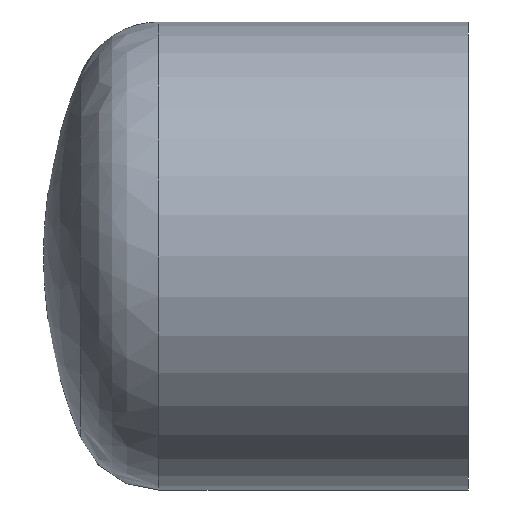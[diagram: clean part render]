
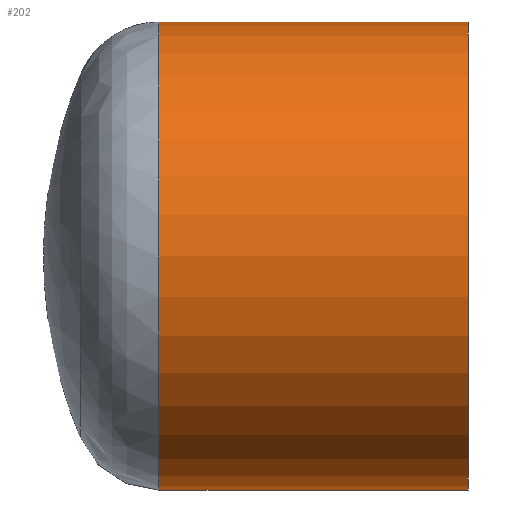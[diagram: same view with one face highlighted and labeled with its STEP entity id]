
A CAD part, front view. The second image highlights one B-rep face of the part: STEP entity #202.
In plain terms, the highlighted cylindrical face has radius 100 mm (diameter 200 mm), a full revolution.
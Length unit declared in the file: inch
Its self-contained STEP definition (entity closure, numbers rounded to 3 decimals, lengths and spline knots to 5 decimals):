
#3 = ORIENTED_EDGE ( 'NONE', *, *, #174, .T. ) ;
#25 = CARTESIAN_POINT ( 'NONE',  ( 0., 0., 0. ) ) ;
#27 = DIRECTION ( 'NONE',  ( 1., 0., 0. ) ) ;
#51 = ORIENTED_EDGE ( 'NONE', *, *, #89, .T. ) ;
#72 = EDGE_LOOP ( 'NONE', ( #51 ) ) ;
#86 = EDGE_LOOP ( 'NONE', ( #3 ) ) ;
#89 = EDGE_CURVE ( 'NONE', #156, #156, #280, .T. ) ;
#91 = DIRECTION ( 'NONE',  ( -1., 0., 0. ) ) ;
#103 = AXIS2_PLACEMENT_3D ( 'NONE', #272, #275, #277 ) ;
#107 = AXIS2_PLACEMENT_3D ( 'NONE', #259, #27, #299 ) ;
#120 = CARTESIAN_POINT ( 'NONE',  ( 0., 0., -3.93701 ) ) ;
#124 = CYLINDRICAL_SURFACE ( 'NONE', #107, 3.93701 ) ;
#139 = FACE_OUTER_BOUND ( 'NONE', #72, .T. ) ;
#150 = DIRECTION ( 'NONE',  ( 0., 0., -1. ) ) ;
#156 = VERTEX_POINT ( 'NONE', #120 ) ;
#165 = VERTEX_POINT ( 'NONE', #266 ) ;
#174 = EDGE_CURVE ( 'NONE', #165, #165, #217, .T. ) ;
#202 = ADVANCED_FACE ( 'NONE', ( #139, #231 ), #124, .T. ) ;
#217 = CIRCLE ( 'NONE', #103, 3.93701 ) ;
#231 = FACE_OUTER_BOUND ( 'NONE', #86, .T. ) ;
#248 = AXIS2_PLACEMENT_3D ( 'NONE', #25, #91, #150 ) ;
#259 = CARTESIAN_POINT ( 'NONE',  ( -2.60298, 0., 0. ) ) ;
#266 = CARTESIAN_POINT ( 'NONE',  ( -5.20597, 0., -3.93701 ) ) ;
#272 = CARTESIAN_POINT ( 'NONE',  ( -5.20597, 0., 0. ) ) ;
#275 = DIRECTION ( 'NONE',  ( 1., 0., 0. ) ) ;
#277 = DIRECTION ( 'NONE',  ( 0., 0., -1. ) ) ;
#280 = CIRCLE ( 'NONE', #248, 3.93701 ) ;
#299 = DIRECTION ( 'NONE',  ( 0., 0., -1. ) ) ;
